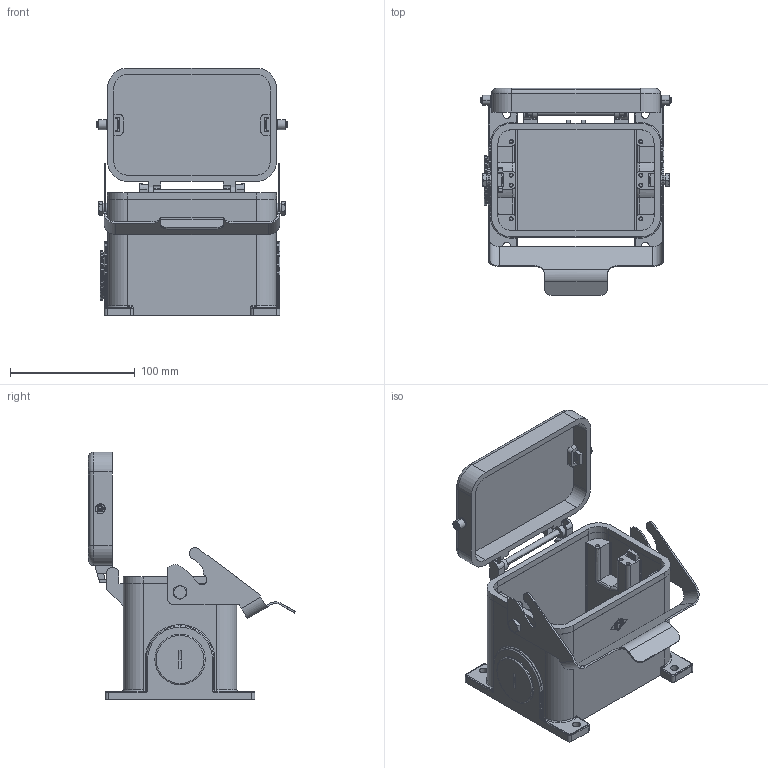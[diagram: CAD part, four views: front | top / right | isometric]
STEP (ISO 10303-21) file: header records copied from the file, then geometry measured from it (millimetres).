
FILE_DESCRIPTION((''),'2;1');
FILE_NAME('CHP 48 LS29.stp','2007-01-02T15:42:59',('CADmaster'),(''),'Autodesk Inventor 7','Autodesk Inventor 7','');
FILE_SCHEMA(('AUTOMOTIVE_DESIGN { 1 0 10303 214 1 1 1 1 }'));
Length unit declared in the file: millimetre
Products named in the file (1): CHP 48 LS29
Bounding box: 153.5 x 166.2 x 199 mm (x, y, z)
Volume: 488082.3 mm3; surface area: 177530.2 mm2
Topology: 8 solids, 8 shells, 813 faces, 2114 edges, 1356 vertices
Faces by surface type: cylinder 291, bspline 252, plane 202, torus 52, cone 16
Entity records: 28083 total; most frequent: CARTESIAN_POINT 8280, ORIENTED_EDGE 4228, DIRECTION 4104, EDGE_CURVE 2114, AXIS2_PLACEMENT_3D 1510, VERTEX_POINT 1356, VECTOR 1084, LINE 1084
